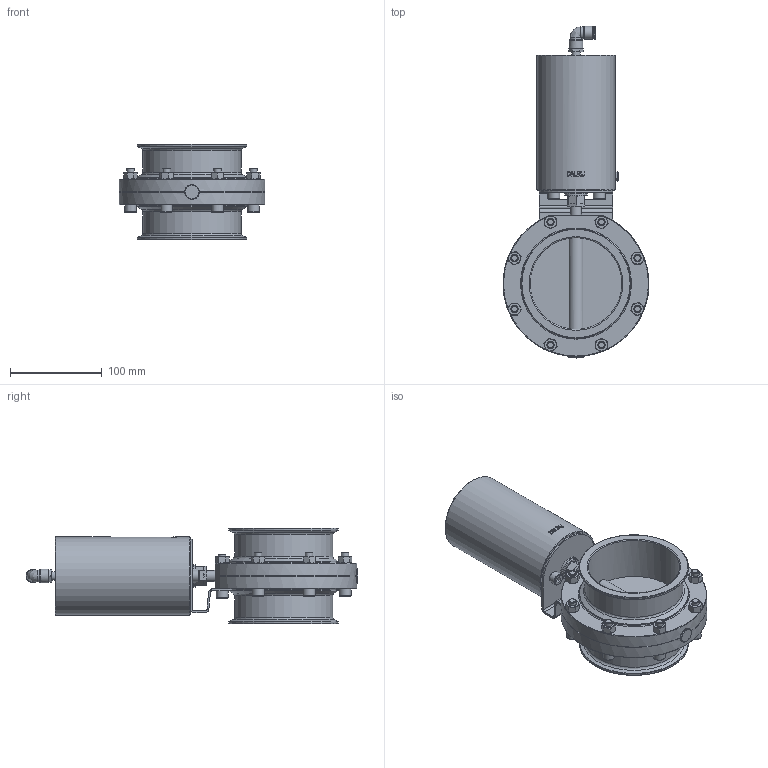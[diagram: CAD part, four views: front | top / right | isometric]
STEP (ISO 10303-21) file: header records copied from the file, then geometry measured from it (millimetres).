
FILE_DESCRIPTION(/* description */ (''),/* implementation_level */ '2;1');
FILE_NAME(/* name */ 'DN100_3D_STEP.stp',/* time_stamp */ '2025-12-25T16:06:52+03:00',/* author */ ('igorr'),/* organization */ (''),/* preprocessor_version */ 'ST-DEVELOPER v20',/* originating_system */ 'Autodesk Inventor 2025',/* authorisation */ '');
FILE_SCHEMA (('AUTOMOTIVE_DESIGN { 1 0 10303 214 3 1 1 }'));
Length unit declared in the file: millimetre
Products named in the file (8): Сборка1; Деталь1; Деталь; Деталь2; AS 1420 - 1973 - M8 x 16; ANSI B18.2.4.2M - M12x1,75; ANSI B18.2.4.2M - M8x1,25; AS 1420 - 1973 - M8 x 40
Assembly tree (22 placements, depth 2):
  Сборка1
    Деталь1
    Деталь
    Деталь2
    AS 1420 - 1973 - M8 x 16  x2
    ANSI B18.2.4.2M - M12x1,75
    ANSI B18.2.4.2M - M8x1,25  x8
    AS 1420 - 1973 - M8 x 40  x8
Bounding box: 159 x 361.68 x 104 mm (x, y, z)
Volume: 1398289.1 mm3; surface area: 237232.5 mm2
Topology: 22 solids, 22 shells, 644 faces, 1533 edges, 965 vertices
Faces by surface type: plane 286, cone 151, cylinder 127, torus 52, bspline 26, sphere 2
Full cylindrical faces by diameter (mm): 5.896 x1, 6 x16, 6.647 x8, 7.534 x1, 8 x10, 8.533 x2, 9 x2, 9.73 x1, 10 x1, 10.106 x1, 10.198 x1, 11.437 x1, 12 x1, 13 x12, 14 x2, 14.678 x1, 15 x1, 16 x1, 18 x1, 20 x2, 24 x1, 26 x1, 76 x1, 82 x1, 85 x1, 100 x2, 106.886 x2, 119 x4
Entity records: 12713 total; most frequent: CARTESIAN_POINT 3391, DIRECTION 1870, ORIENTED_EDGE 1782, EDGE_CURVE 891, AXIS2_PLACEMENT_3D 754, VERTEX_POINT 570, EDGE_LOOP 439, CIRCLE 378
